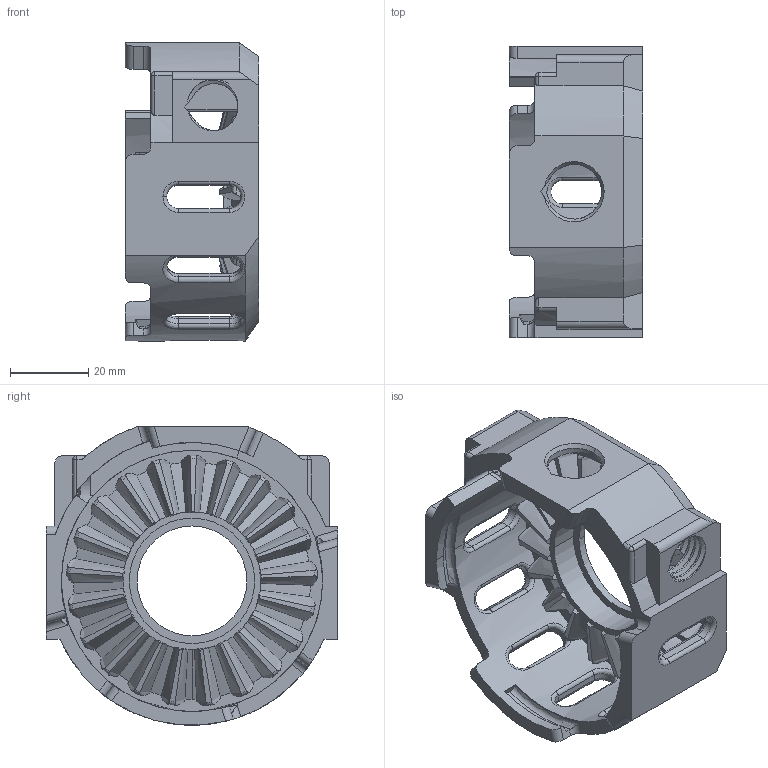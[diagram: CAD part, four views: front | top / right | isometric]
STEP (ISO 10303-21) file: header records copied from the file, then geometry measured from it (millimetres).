
FILE_DESCRIPTION (( 'STEP AP203' ), '1' );
FILE_NAME ('mainGearBody240912.STEP', '2024-12-12T07:55:41', ( '' ), ( '' ), 'SwSTEP 2.0', 'SolidWorks 2022', '' );
FILE_SCHEMA (( 'CONFIG_CONTROL_DESIGN' ));
Length unit declared in the file: millimetre
Products named in the file (1): mainGearBody240912
Bounding box: 34.2 x 74.6 x 76.4 mm (x, y, z)
Volume: 43048.4 mm3; surface area: 25899.6 mm2
Topology: 1 solids, 1 shells, 443 faces, 1252 edges, 805 vertices
Faces by surface type: cylinder 145, cone 98, bspline 98, plane 70, torus 30, sphere 2
Entity records: 24132 total; most frequent: CARTESIAN_POINT 13848, ORIENTED_EDGE 2500, DIRECTION 1715, EDGE_CURVE 1250, VERTEX_POINT 805, AXIS2_PLACEMENT_3D 700, B_SPLINE_CURVE_WITH_KNOTS 497, EDGE_LOOP 461
